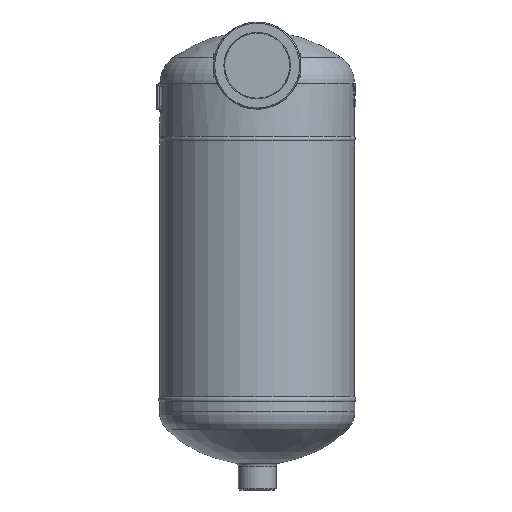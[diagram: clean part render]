
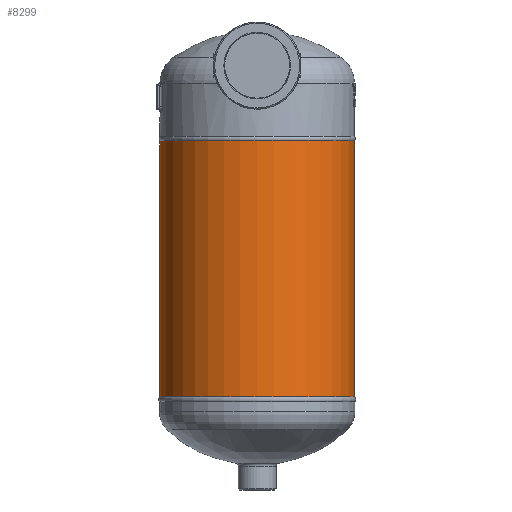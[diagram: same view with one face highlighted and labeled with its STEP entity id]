
A CAD part, left-side view. The second image highlights one B-rep face of the part: STEP entity #8299.
In plain terms, the highlighted cylindrical face has radius 82.6 mm (diameter 165.2 mm), a full revolution.
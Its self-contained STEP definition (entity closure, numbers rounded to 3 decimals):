
#7919=CARTESIAN_POINT('',(-82.6,0.,-219.066));
#7920=VERTEX_POINT('',#7919);
#7921=CARTESIAN_POINT('',(0.,0.0,-219.066));
#7922=DIRECTION('',(0.0,0.0,-1.0));
#7923=DIRECTION('',(1.0,0.0,0.0));
#7924=AXIS2_PLACEMENT_3D('',#7921,#7922,#7923);
#7925=CIRCLE('',#7924,82.6);
#7926=EDGE_CURVE('',#7920,#7920,#7925,.T.);
#7936=CARTESIAN_POINT('',(-82.6,0.,-1.934));
#7937=VERTEX_POINT('',#7936);
#7938=CARTESIAN_POINT('',(0.,0.0,-1.934));
#7939=DIRECTION('',(0.0,0.0,1.0));
#7940=DIRECTION('',(1.0,0.0,0.0));
#7941=AXIS2_PLACEMENT_3D('',#7938,#7939,#7940);
#7942=CIRCLE('',#7941,82.6);
#7943=EDGE_CURVE('',#7937,#7937,#7942,.T.);
#8288=CARTESIAN_POINT('',(0.,0.0,0.));
#8289=DIRECTION('',(0.,0.0,-1.0));
#8290=DIRECTION('',(1.0,0.0,0.0));
#8291=AXIS2_PLACEMENT_3D('',#8288,#8289,#8290);
#8292=CYLINDRICAL_SURFACE('',#8291,82.6);
#8293=ORIENTED_EDGE('',*,*,#7943,.F.);
#8294=EDGE_LOOP('',(#8293));
#8295=FACE_OUTER_BOUND('',#8294,.T.);
#8296=ORIENTED_EDGE('',*,*,#7926,.F.);
#8297=EDGE_LOOP('',(#8296));
#8298=FACE_BOUND('',#8297,.T.);
#8299=ADVANCED_FACE('',(#8295,#8298),#8292,.T.);
